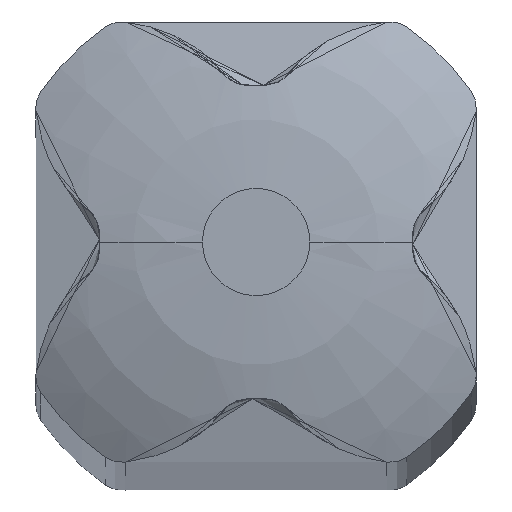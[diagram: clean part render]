
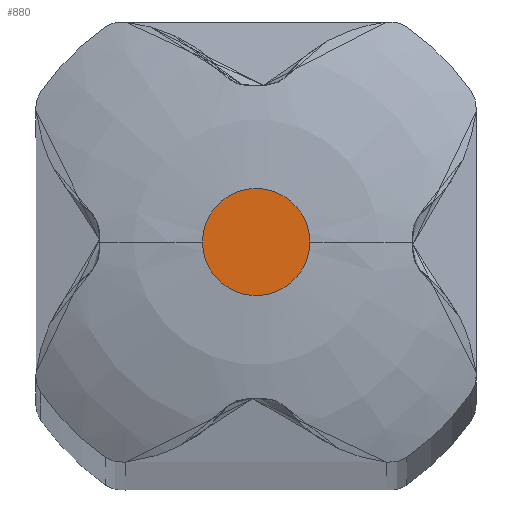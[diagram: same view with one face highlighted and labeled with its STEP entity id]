
A CAD part, top view. The second image highlights one B-rep face of the part: STEP entity #880.
In plain terms, the highlighted planar face has unit normal (0, 0, 1).
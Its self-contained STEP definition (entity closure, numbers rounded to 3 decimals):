
#5 = DIRECTION ( 'NONE',  ( 0., 0., 1. ) ) ;
#57 = ORIENTED_EDGE ( 'NONE', *, *, #538, .T. ) ;
#257 = DIRECTION ( 'NONE',  ( 1., 0., 0. ) ) ;
#307 = EDGE_LOOP ( 'NONE', ( #698, #57 ) ) ;
#362 = DIRECTION ( 'NONE',  ( 0., 0., 1. ) ) ;
#454 = DIRECTION ( 'NONE',  ( 0., 0., -1. ) ) ;
#455 = VERTEX_POINT ( 'NONE', #897 ) ;
#538 = EDGE_CURVE ( 'NONE', #455, #566, #1274, .T. ) ;
#566 = VERTEX_POINT ( 'NONE', #1153 ) ;
#567 = CARTESIAN_POINT ( 'NONE',  ( 0., 0., 74.75 ) ) ;
#641 = DIRECTION ( 'NONE',  ( -1., 0., 0. ) ) ;
#698 = ORIENTED_EDGE ( 'NONE', *, *, #1022, .T. ) ;
#758 = PLANE ( 'NONE',  #975 ) ;
#788 = DIRECTION ( 'NONE',  ( 1., 0., 0. ) ) ;
#792 = AXIS2_PLACEMENT_3D ( 'NONE', #802, #5, #788 ) ;
#802 = CARTESIAN_POINT ( 'NONE',  ( 0., 0., 74.75 ) ) ;
#856 = AXIS2_PLACEMENT_3D ( 'NONE', #567, #362, #257 ) ;
#861 = CARTESIAN_POINT ( 'NONE',  ( 0., 0., 74.75 ) ) ;
#880 = ADVANCED_FACE ( 'NONE', ( #947 ), #758, .F. ) ;
#897 = CARTESIAN_POINT ( 'NONE',  ( -0.5, 0., 74.75 ) ) ;
#947 = FACE_OUTER_BOUND ( 'NONE', #307, .T. ) ;
#975 = AXIS2_PLACEMENT_3D ( 'NONE', #861, #454, #641 ) ;
#1022 = EDGE_CURVE ( 'NONE', #566, #455, #1125, .T. ) ;
#1125 = CIRCLE ( 'NONE', #792, 0.5 ) ;
#1153 = CARTESIAN_POINT ( 'NONE',  ( 0.5, 0., 74.75 ) ) ;
#1274 = CIRCLE ( 'NONE', #856, 0.5 ) ;
